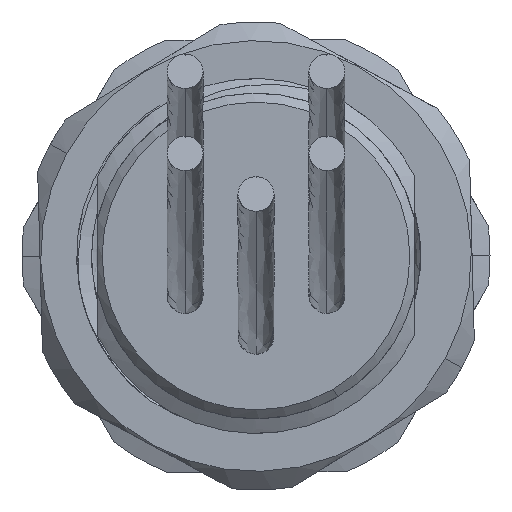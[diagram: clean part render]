
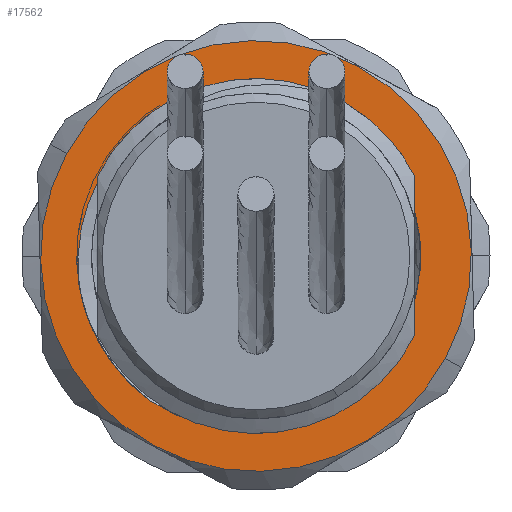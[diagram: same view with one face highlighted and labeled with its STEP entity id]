
A CAD part, front view. The second image highlights one B-rep face of the part: STEP entity #17562.
In plain terms, the highlighted planar face has unit normal (0, -1, 0).
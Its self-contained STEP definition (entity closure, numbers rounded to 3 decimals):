
#4355=CARTESIAN_POINT('',(0.,-13.1,0.));
#4356=DIRECTION('',(0.,1.,0.));
#4357=DIRECTION('',(-0.879,0.,0.477));
#4358=AXIS2_PLACEMENT_3D('',#4355,#4356,#4357);
#4360=CARTESIAN_POINT('',(0.,-13.1,0.));
#4361=DIRECTION('',(0.,1.,0.));
#4362=DIRECTION('',(0.879,0.,-0.477));
#4363=AXIS2_PLACEMENT_3D('',#4360,#4361,#4362);
#4365=CARTESIAN_POINT('',(-9.828,-13.1,-1.618));
#4366=CARTESIAN_POINT('',(-9.868,-13.1,-1.289));
#4367=CARTESIAN_POINT('',(-9.915,-13.1,-0.632));
#4368=CARTESIAN_POINT('',(-9.888,-13.1,0.356));
#4369=CARTESIAN_POINT('',(-9.762,-13.1,1.333));
#4370=CARTESIAN_POINT('',(-9.541,-13.1,2.289));
#4371=CARTESIAN_POINT('',(-9.226,-13.1,3.216));
#4372=CARTESIAN_POINT('',(-8.957,-13.1,3.806));
#4373=CARTESIAN_POINT('',(-8.807,-13.1,4.095));
#4375=CARTESIAN_POINT('',(-5.9,-13.1,-8.025));
#4376=CARTESIAN_POINT('',(-6.159,-13.1,-7.834));
#4377=CARTESIAN_POINT('',(-6.657,-13.1,-7.429));
#4378=CARTESIAN_POINT('',(-7.344,-13.1,-6.752));
#4379=CARTESIAN_POINT('',(-7.961,-13.1,-6.011));
#4380=CARTESIAN_POINT('',(-8.504,-13.1,-5.214));
#4381=CARTESIAN_POINT('',(-8.968,-13.1,-4.369));
#4382=CARTESIAN_POINT('',(-9.348,-13.1,-3.482));
#4383=CARTESIAN_POINT('',(-9.641,-13.1,-2.563));
#4384=CARTESIAN_POINT('',(-9.775,-13.1,-1.936));
#4385=CARTESIAN_POINT('',(-9.828,-13.1,-1.618));
#4387=CARTESIAN_POINT('',(8.875,-13.1,-2.227));
#4388=CARTESIAN_POINT('',(8.808,-13.1,-2.558));
#4389=CARTESIAN_POINT('',(8.637,-13.1,-3.208));
#4390=CARTESIAN_POINT('',(8.274,-13.1,-4.156));
#4391=CARTESIAN_POINT('',(7.808,-13.1,-5.061));
#4392=CARTESIAN_POINT('',(7.243,-13.1,-5.913));
#4393=CARTESIAN_POINT('',(6.586,-13.1,-6.701));
#4394=CARTESIAN_POINT('',(5.844,-13.1,-7.414));
#4395=CARTESIAN_POINT('',(5.026,-13.1,-8.045));
#4396=CARTESIAN_POINT('',(4.14,-13.1,-8.585));
#4397=CARTESIAN_POINT('',(3.198,-13.1,-9.026));
#4398=CARTESIAN_POINT('',(2.21,-13.1,-9.364));
#4399=CARTESIAN_POINT('',(1.187,-13.1,-9.593));
#4400=CARTESIAN_POINT('',(0.142,-13.1,-9.71));
#4401=CARTESIAN_POINT('',(-0.913,-13.1,-9.713));
#4402=CARTESIAN_POINT('',(-1.966,-13.1,-9.601));
#4403=CARTESIAN_POINT('',(-3.005,-13.1,-9.375));
#4404=CARTESIAN_POINT('',(-4.016,-13.1,-9.038));
#4405=CARTESIAN_POINT('',(-4.989,-13.1,-8.591));
#4406=CARTESIAN_POINT('',(-5.602,-13.1,-8.225));
#4407=CARTESIAN_POINT('',(-5.9,-13.1,-8.025));
#4409=CARTESIAN_POINT('',(0.,-13.1,0.));
#4410=DIRECTION('',(0.,-1.,0.));
#4411=DIRECTION('',(0.97,0.,-0.243));
#4412=AXIS2_PLACEMENT_3D('',#4409,#4410,#4411);
#4414=CARTESIAN_POINT('',(-8.807,-13.1,4.144));
#4415=CARTESIAN_POINT('',(-8.656,-13.1,4.433));
#4416=CARTESIAN_POINT('',(-8.327,-13.1,4.992));
#4417=CARTESIAN_POINT('',(-7.753,-13.1,5.774));
#4418=CARTESIAN_POINT('',(-7.104,-13.1,6.494));
#4419=CARTESIAN_POINT('',(-6.391,-13.1,7.142));
#4420=CARTESIAN_POINT('',(-5.618,-13.1,7.713));
#4421=CARTESIAN_POINT('',(-4.793,-13.1,8.203));
#4422=CARTESIAN_POINT('',(-3.927,-13.1,8.605));
#4423=CARTESIAN_POINT('',(-3.028,-13.1,8.917));
#4424=CARTESIAN_POINT('',(-2.103,-13.1,9.136));
#4425=CARTESIAN_POINT('',(-1.168,-13.1,9.26));
#4426=CARTESIAN_POINT('',(-0.223,-13.1,9.289));
#4427=CARTESIAN_POINT('',(0.712,-13.1,9.222));
#4428=CARTESIAN_POINT('',(1.636,-13.1,9.061));
#4429=CARTESIAN_POINT('',(2.234,-13.1,8.893));
#4430=CARTESIAN_POINT('',(2.529,-13.1,8.794));
#4677=DIRECTION('',(-0.002,0.,1.));
#4678=VECTOR('',#4677,0.049);
#4679=CARTESIAN_POINT('',(-8.807,-13.1,4.095));
#4680=LINE('',#4679,#4678);
#12061=CARTESIAN_POINT('',(-10.517,-13.1,5.707));
#12062=CARTESIAN_POINT('',(10.517,-13.1,-5.707));
#12063=VERTEX_POINT('',#12061);
#12064=VERTEX_POINT('',#12062);
#12073=VERTEX_POINT('',#4375);
#12074=VERTEX_POINT('',#4385);
#12075=VERTEX_POINT('',#4387);
#12677=VERTEX_POINT('',#4414);
#12678=VERTEX_POINT('',#4430);
#12706=CARTESIAN_POINT('',(-8.807,-13.1,4.095));
#12707=VERTEX_POINT('',#12706);
#17539=CARTESIAN_POINT('',(-9.684,-13.1,65.012));
#17540=DIRECTION('',(0.,1.,0.));
#17541=DIRECTION('',(-0.853,0.,-0.523));
#17542=AXIS2_PLACEMENT_3D('',#17539,#17540,#17541);
#17543=PLANE('',#17542);
#17544=ORIENTED_EDGE('',*,*,#14871,.T.);
#17545=ORIENTED_EDGE('',*,*,#14764,.T.);
#17546=EDGE_LOOP('',(#17544,#17545));
#17547=FACE_OUTER_BOUND('',#17546,.F.);
#17549=ORIENTED_EDGE('',*,*,#17548,.F.);
#17551=ORIENTED_EDGE('',*,*,#17550,.F.);
#17553=ORIENTED_EDGE('',*,*,#17552,.F.);
#17555=ORIENTED_EDGE('',*,*,#17554,.F.);
#17557=ORIENTED_EDGE('',*,*,#17556,.F.);
#17559=ORIENTED_EDGE('',*,*,#17558,.T.);
#17560=EDGE_LOOP('',(#17549,#17551,#17553,#17555,#17557,#17559));
#17561=FACE_BOUND('',#17560,.F.);
#4359=CIRCLE('',#4358,11.966);
#4364=CIRCLE('',#4363,11.966);
#4374=B_SPLINE_CURVE_WITH_KNOTS('',3,(#4365,#4366,#4367,#4368,#4369,#4370,#4371,
#4372,#4373),.UNSPECIFIED.,.F.,.F.,(4,1,1,1,1,1,4),(0.,0.167,
0.333,0.5,0.667,0.833,1.),
.UNSPECIFIED.);
#4386=B_SPLINE_CURVE_WITH_KNOTS('',3,(#4375,#4376,#4377,#4378,#4379,#4380,#4381,
#4382,#4383,#4384,#4385),.UNSPECIFIED.,.F.,.F.,(4,1,1,1,1,1,1,1,4),(0.,
0.125,0.25,0.375,0.5,0.625,0.75,0.875,1.),.UNSPECIFIED.);
#4408=B_SPLINE_CURVE_WITH_KNOTS('',3,(#4387,#4388,#4389,#4390,#4391,#4392,#4393,
#4394,#4395,#4396,#4397,#4398,#4399,#4400,#4401,#4402,#4403,#4404,#4405,#4406,
#4407),.UNSPECIFIED.,.F.,.F.,(4,1,1,1,1,1,1,1,1,1,1,1,1,1,1,1,1,1,4),(0.,
0.056,0.111,0.167,0.222,
0.278,0.333,0.389,0.444,0.5,
0.556,0.611,0.667,0.722,
0.778,0.833,0.889,0.944,1.),
.UNSPECIFIED.);
#4413=CIRCLE('',#4412,9.15);
#4431=B_SPLINE_CURVE_WITH_KNOTS('',3,(#4414,#4415,#4416,#4417,#4418,#4419,#4420,
#4421,#4422,#4423,#4424,#4425,#4426,#4427,#4428,#4429,#4430),.UNSPECIFIED.,.F.,
.F.,(4,1,1,1,1,1,1,1,1,1,1,1,1,1,4),(0.,0.071,0.143,
0.214,0.286,0.357,0.429,0.5,
0.571,0.643,0.714,0.786,
0.857,0.929,1.),.UNSPECIFIED.);
#14764=EDGE_CURVE('',#12064,#12063,#4364,.T.);
#14871=EDGE_CURVE('',#12063,#12064,#4359,.T.);
#17548=EDGE_CURVE('',#12677,#12678,#4431,.T.);
#17550=EDGE_CURVE('',#12707,#12677,#4680,.T.);
#17552=EDGE_CURVE('',#12074,#12707,#4374,.T.);
#17554=EDGE_CURVE('',#12073,#12074,#4386,.T.);
#17556=EDGE_CURVE('',#12075,#12073,#4408,.T.);
#17558=EDGE_CURVE('',#12075,#12678,#4413,.T.);
#17562=ADVANCED_FACE('',(#17547,#17561),#17543,.F.);
